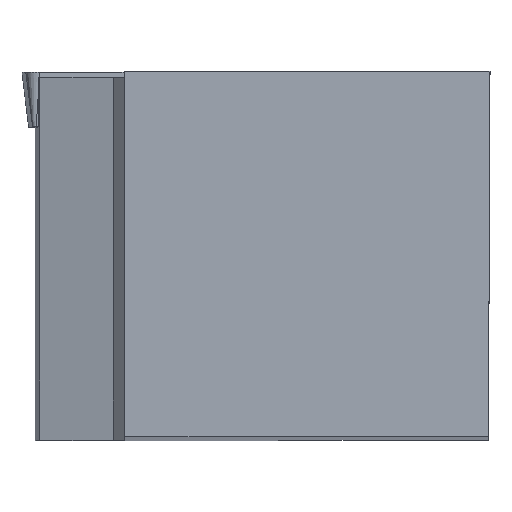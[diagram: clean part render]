
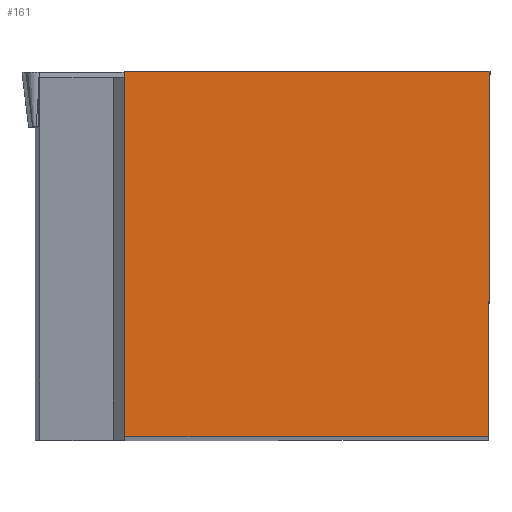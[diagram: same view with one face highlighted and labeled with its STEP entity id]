
A CAD part, top view. The second image highlights one B-rep face of the part: STEP entity #161.
In plain terms, the highlighted planar face has unit normal (0, 0, 1).
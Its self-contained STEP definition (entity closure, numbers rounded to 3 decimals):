
#129=FACE_OUTER_BOUND('',#365,.T.);
#161=ADVANCED_FACE('BLANK_BOXF006',(#129),#187,.F.);
#187=PLANE('',#799);
#209=LINE('',#1094,#267);
#218=LINE('',#1112,#276);
#234=LINE('',#1147,#292);
#236=LINE('',#1150,#294);
#267=VECTOR('',#890,1.);
#276=VECTOR('',#903,1.);
#292=VECTOR('',#927,1.);
#294=VECTOR('',#931,1.);
#365=EDGE_LOOP('',(#503,#504,#505,#506));
#503=ORIENTED_EDGE('',*,*,#649,.F.);
#504=ORIENTED_EDGE('',*,*,#629,.F.);
#505=ORIENTED_EDGE('',*,*,#620,.F.);
#506=ORIENTED_EDGE('',*,*,#647,.F.);
#558=VERTEX_POINT('',#1093);
#559=VERTEX_POINT('',#1095);
#566=VERTEX_POINT('',#1113);
#580=VERTEX_POINT('',#1146);
#620=EDGE_CURVE('',#558,#559,#209,.T.);
#629=EDGE_CURVE('',#559,#566,#218,.T.);
#647=EDGE_CURVE('',#580,#558,#234,.T.);
#649=EDGE_CURVE('',#566,#580,#236,.T.);
#799=AXIS2_PLACEMENT_3D('',#1222,#967,#968);
#890=DIRECTION('',(-0.004,-1.,0.));
#903=DIRECTION('',(-1.,0.,0.));
#927=DIRECTION('',(1.,0.,0.));
#931=DIRECTION('',(0.,1.,0.));
#967=DIRECTION('',(0.,0.,-1.));
#968=DIRECTION('',(-1.,0.,0.));
#1093=CARTESIAN_POINT('',(0.,15.875,0.));
#1094=CARTESIAN_POINT('',(0.421,112.349,0.));
#1095=CARTESIAN_POINT('',(-0.069,0.,0.));
#1112=CARTESIAN_POINT('',(112.35,0.,0.));
#1113=CARTESIAN_POINT('',(-15.875,0.,0.));
#1146=CARTESIAN_POINT('',(-15.875,15.875,0.));
#1147=CARTESIAN_POINT('',(-112.35,15.875,0.));
#1150=CARTESIAN_POINT('',(-15.875,-112.35,0.));
#1222=CARTESIAN_POINT('',(-31.35,-5.,0.));
